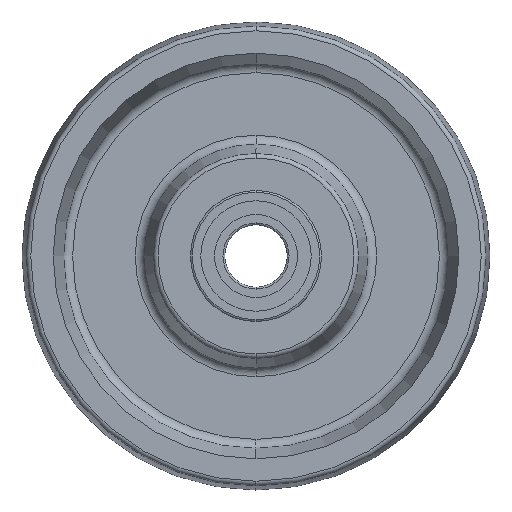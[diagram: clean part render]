
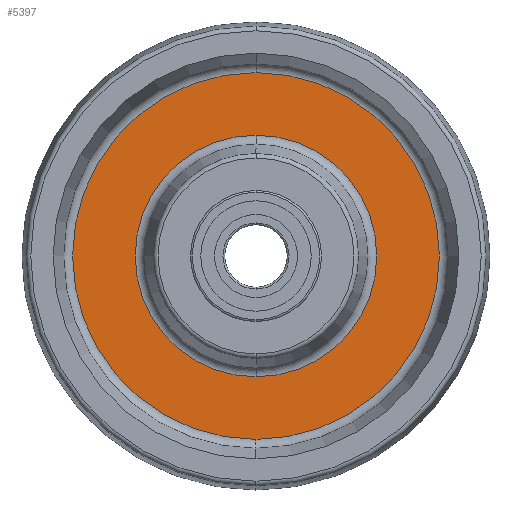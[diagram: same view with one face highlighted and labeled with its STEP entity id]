
A CAD part, left-side view. The second image highlights one B-rep face of the part: STEP entity #5397.
In plain terms, the highlighted planar face has unit normal (-1, 0, 0).
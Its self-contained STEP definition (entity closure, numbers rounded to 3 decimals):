
#286 = EDGE_CURVE ( 'NONE', #4233, #4588, #2090, .T. ) ;
#359 = EDGE_CURVE ( 'NONE', #762, #1728, #982, .T. ) ;
#536 = CARTESIAN_POINT ( 'NONE',  ( -7., 61., 0. ) ) ;
#717 = DIRECTION ( 'NONE',  ( 1., 0., 0. ) ) ;
#762 = VERTEX_POINT ( 'NONE', #2645 ) ;
#899 = ORIENTED_EDGE ( 'NONE', *, *, #2906, .T. ) ;
#982 = CIRCLE ( 'NONE', #2762, 58.784 ) ;
#1170 = AXIS2_PLACEMENT_3D ( 'NONE', #1658, #1220, #3004 ) ;
#1220 = DIRECTION ( 'NONE',  ( -1., 0., 0. ) ) ;
#1293 = EDGE_LOOP ( 'NONE', ( #4269, #2483 ) ) ;
#1330 = DIRECTION ( 'NONE',  ( 0., 0., 1. ) ) ;
#1384 = CARTESIAN_POINT ( 'NONE',  ( -7., 0., 0. ) ) ;
#1393 = DIRECTION ( 'NONE',  ( -1., 0., 0. ) ) ;
#1499 = CARTESIAN_POINT ( 'NONE',  ( -7., 0., 0. ) ) ;
#1611 = DIRECTION ( 'NONE',  ( 0., 0., 1. ) ) ;
#1658 = CARTESIAN_POINT ( 'NONE',  ( -7., 0., 0. ) ) ;
#1721 = CARTESIAN_POINT ( 'NONE',  ( -7., 0., 38.716 ) ) ;
#1728 = VERTEX_POINT ( 'NONE', #2569 ) ;
#2034 = AXIS2_PLACEMENT_3D ( 'NONE', #536, #1393, #1330 ) ;
#2059 = ORIENTED_EDGE ( 'NONE', *, *, #286, .T. ) ;
#2090 = CIRCLE ( 'NONE', #5330, 38.716 ) ;
#2439 = EDGE_CURVE ( 'NONE', #1728, #762, #2482, .T. ) ;
#2482 = CIRCLE ( 'NONE', #1170, 58.784 ) ;
#2483 = ORIENTED_EDGE ( 'NONE', *, *, #359, .T. ) ;
#2569 = CARTESIAN_POINT ( 'NONE',  ( -7., 0., 58.784 ) ) ;
#2645 = CARTESIAN_POINT ( 'NONE',  ( -7., 0., -58.784 ) ) ;
#2680 = DIRECTION ( 'NONE',  ( 0., 0., 1. ) ) ;
#2694 = CARTESIAN_POINT ( 'NONE',  ( -7., 0., -38.716 ) ) ;
#2719 = FACE_OUTER_BOUND ( 'NONE', #1293, .T. ) ;
#2739 = FACE_BOUND ( 'NONE', #3533, .T. ) ;
#2762 = AXIS2_PLACEMENT_3D ( 'NONE', #1499, #4903, #3617 ) ;
#2906 = EDGE_CURVE ( 'NONE', #4588, #4233, #3154, .T. ) ;
#2940 = CARTESIAN_POINT ( 'NONE',  ( -7., 0., 0. ) ) ;
#3004 = DIRECTION ( 'NONE',  ( 0., 0., 1. ) ) ;
#3154 = CIRCLE ( 'NONE', #3338, 38.716 ) ;
#3338 = AXIS2_PLACEMENT_3D ( 'NONE', #1384, #4522, #2680 ) ;
#3533 = EDGE_LOOP ( 'NONE', ( #2059, #899 ) ) ;
#3617 = DIRECTION ( 'NONE',  ( 0., 0., 1. ) ) ;
#3650 = PLANE ( 'NONE',  #2034 ) ;
#4233 = VERTEX_POINT ( 'NONE', #1721 ) ;
#4269 = ORIENTED_EDGE ( 'NONE', *, *, #2439, .T. ) ;
#4522 = DIRECTION ( 'NONE',  ( 1., 0., 0. ) ) ;
#4588 = VERTEX_POINT ( 'NONE', #2694 ) ;
#4903 = DIRECTION ( 'NONE',  ( -1., 0., 0. ) ) ;
#5330 = AXIS2_PLACEMENT_3D ( 'NONE', #2940, #717, #1611 ) ;
#5397 = ADVANCED_FACE ( 'NONE', ( #2739, #2719 ), #3650, .T. ) ;
